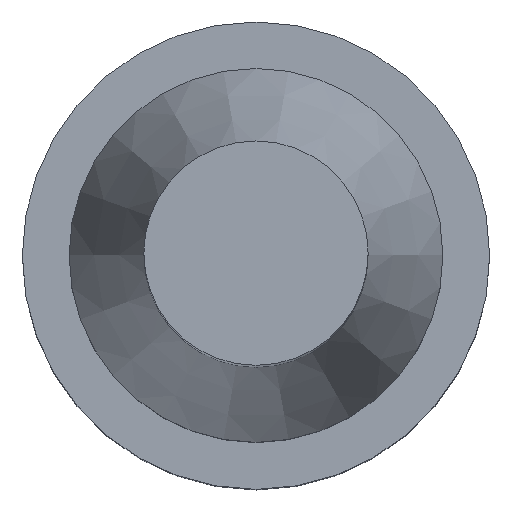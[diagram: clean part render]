
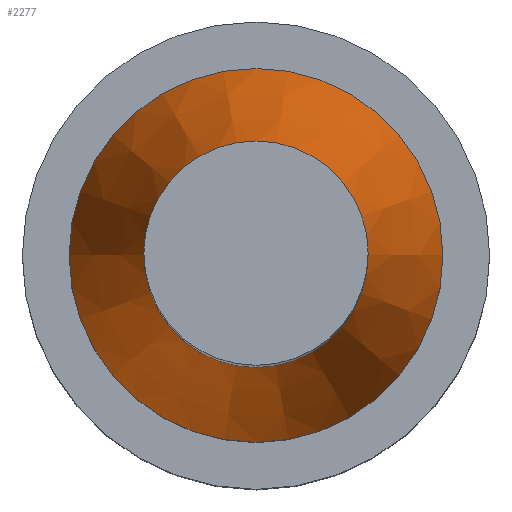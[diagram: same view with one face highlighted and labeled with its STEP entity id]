
A CAD part, top view. The second image highlights one B-rep face of the part: STEP entity #2277.
In plain terms, the highlighted conical face has half-angle 14.931 degrees and reference radius 10 mm.
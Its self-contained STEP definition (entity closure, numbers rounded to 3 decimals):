
#607=FACE_BOUND($,#892,.T.);
#733=FACE_OUTER_BOUND($,#891,.T.);
#891=EDGE_LOOP($,(#2023));
#892=EDGE_LOOP($,(#2024));
#927=CIRCLE($,#2389,6.);
#928=CIRCLE($,#2392,10.);
#1136=VERTEX_POINT($,#4001);
#1137=VERTEX_POINT($,#4005);
#1434=EDGE_CURVE($,#1136,#1136,#927,.T.);
#1435=EDGE_CURVE($,#1137,#1137,#928,.T.);
#2023=ORIENTED_EDGE($,*,*,#1435,.F.);
#2024=ORIENTED_EDGE($,*,*,#1434,.T.);
#2044=CONICAL_SURFACE($,#2391,10.,14.931);
#2277=ADVANCED_FACE($,(#733,#607),#2044,.T.);
#2389=AXIS2_PLACEMENT_3D($,#4002,#2788,#2789);
#2391=AXIS2_PLACEMENT_3D($,#4004,#2792,#2793);
#2392=AXIS2_PLACEMENT_3D($,#4006,#2794,#2795);
#2788=DIRECTION('center_axis',(0.,0.,-1.));
#2789=DIRECTION('ref_axis',(-1.,0.,0.));
#2792=DIRECTION('center_axis',(0.,0.,-1.));
#2793=DIRECTION('ref_axis',(1.,0.,0.));
#2794=DIRECTION('center_axis',(0.,0.,-1.));
#2795=DIRECTION('ref_axis',(-1.,0.,0.));
#4001=CARTESIAN_POINT('',(-6.,0.,42.));
#4002=CARTESIAN_POINT('Origin',(0.,0.,42.));
#4004=CARTESIAN_POINT('Origin',(0.,0.,27.));
#4005=CARTESIAN_POINT('',(10.,0.,27.));
#4006=CARTESIAN_POINT('Origin',(0.,0.,27.));
